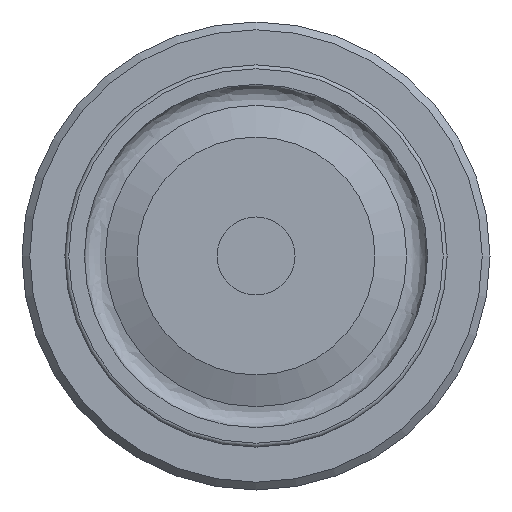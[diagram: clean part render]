
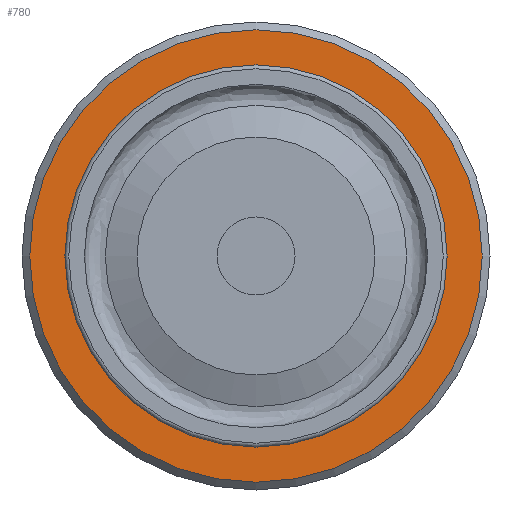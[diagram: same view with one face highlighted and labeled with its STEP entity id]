
A CAD part, front view. The second image highlights one B-rep face of the part: STEP entity #780.
In plain terms, the highlighted planar face has unit normal (0, -1, 0).
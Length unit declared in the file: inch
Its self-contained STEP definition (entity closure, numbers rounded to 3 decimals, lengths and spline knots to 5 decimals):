
#753=CARTESIAN_POINT('',(0.43375,0.0515,0.0));
#754=DIRECTION('',(0.0,-1.0,0.0));
#755=DIRECTION('',(0.0,0.0,-1.0));
#756=AXIS2_PLACEMENT_3D('',#753,#754,#755);
#757=PLANE('',#756);
#758=CARTESIAN_POINT('',(0.58,0.0515,0.0));
#759=VERTEX_POINT('',#758);
#760=CARTESIAN_POINT('',(0.,0.0515,0.0));
#761=DIRECTION('',(0.0,1.0,0.0));
#762=DIRECTION('',(1.0,0.0,0.0));
#763=AXIS2_PLACEMENT_3D('',#760,#761,#762);
#764=CIRCLE('',#763,0.58);
#765=EDGE_CURVE('',#759,#759,#764,.T.);
#766=ORIENTED_EDGE('',*,*,#765,.F.);
#767=EDGE_LOOP('',(#766));
#768=FACE_OUTER_BOUND('',#767,.T.);
#769=CARTESIAN_POINT('',(0.2875,0.0515,0.0));
#770=VERTEX_POINT('',#769);
#771=CARTESIAN_POINT('',(0.,0.0515,0.0));
#772=DIRECTION('',(0.0,1.0,0.0));
#773=DIRECTION('',(1.0,0.0,0.0));
#774=AXIS2_PLACEMENT_3D('',#771,#772,#773);
#775=CIRCLE('',#774,0.2875);
#776=EDGE_CURVE('',#770,#770,#775,.T.);
#777=ORIENTED_EDGE('',*,*,#776,.T.);
#778=EDGE_LOOP('',(#777));
#779=FACE_BOUND('',#778,.T.);
#780=ADVANCED_FACE('',(#768,#779),#757,.T.);
